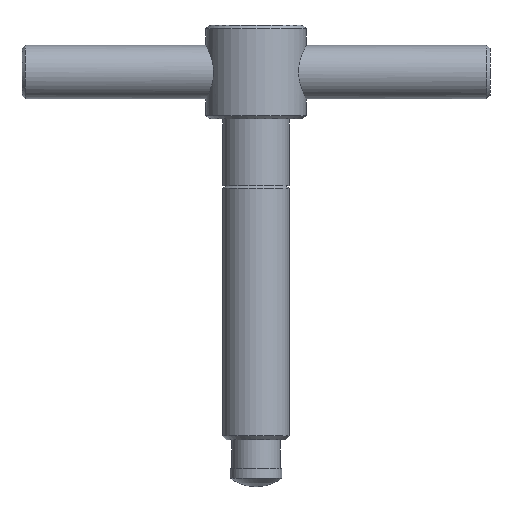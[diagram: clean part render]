
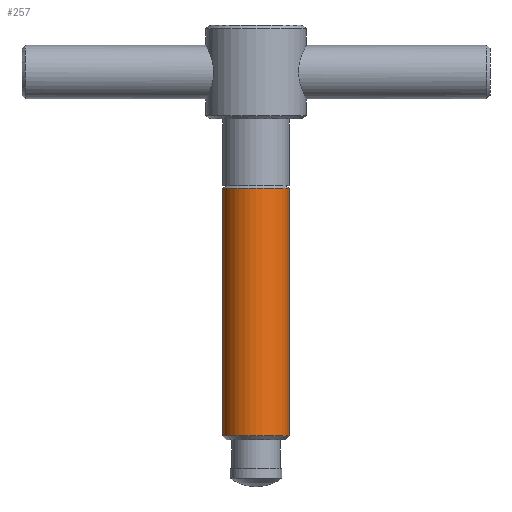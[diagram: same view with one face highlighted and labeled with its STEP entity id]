
A CAD part, front view. The second image highlights one B-rep face of the part: STEP entity #257.
In plain terms, the highlighted cylindrical face has radius 10 mm (diameter 20 mm), a partial arc.
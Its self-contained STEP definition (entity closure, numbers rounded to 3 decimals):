
#195=EDGE_CURVE('',#227,#393,#526,.T.);
#227=VERTEX_POINT('',#564);
#257=ADVANCED_FACE('',(#598),#599,.T.);
#259=EDGE_CURVE('',#371,#423,#601,.T.);
#279=EDGE_CURVE('',#393,#371,#624,.T.);
#285=EDGE_CURVE('',#423,#315,#630,.T.);
#315=VERTEX_POINT('',#662);
#371=VERTEX_POINT('',#726);
#393=VERTEX_POINT('',#748);
#423=VERTEX_POINT('',#785);
#433=EDGE_CURVE('',#315,#227,#797,.T.);
#526=CIRCLE('',#892,10.0);
#564=CARTESIAN_POINT('',(-10.,0.,15.25));
#598=FACE_OUTER_BOUND('',#996,.T.);
#599=CYLINDRICAL_SURFACE('',#997,10.0);
#601=CIRCLE('',#1000,10.0);
#624=LINE('',#1032,#1033);
#630=CIRCLE('',#1041,10.0);
#662=CARTESIAN_POINT('',(-10.,0.,89.219));
#726=CARTESIAN_POINT('',(10.,0.,89.219));
#748=CARTESIAN_POINT('',(10.,0.,15.25));
#785=CARTESIAN_POINT('',(0.,-10.,89.219));
#797=LINE('',#1370,#1371);
#892=AXIS2_PLACEMENT_3D('',#1475,#1476,#1477);
#996=EDGE_LOOP('',(#1587,#1588,#1589,#1590,#1591));
#997=AXIS2_PLACEMENT_3D('',#1592,#1593,#1594);
#1000=AXIS2_PLACEMENT_3D('',#1595,#1596,#1597);
#1032=CARTESIAN_POINT('',(10.,0.,62.625));
#1033=VECTOR('',#1638,1.0);
#1041=AXIS2_PLACEMENT_3D('',#1642,#1643,#1644);
#1370=CARTESIAN_POINT('',(-10.,0.,62.625));
#1371=VECTOR('',#1833,1.0);
#1475=CARTESIAN_POINT('',(0.,0.,15.25));
#1476=DIRECTION('',(0.,0.,1.0));
#1477=DIRECTION('',(1.0,0.,0.));
#1587=ORIENTED_EDGE('',*,*,#279,.T.);
#1588=ORIENTED_EDGE('',*,*,#259,.T.);
#1589=ORIENTED_EDGE('',*,*,#285,.T.);
#1590=ORIENTED_EDGE('',*,*,#433,.T.);
#1591=ORIENTED_EDGE('',*,*,#195,.T.);
#1592=CARTESIAN_POINT('',(0.,0.,62.625));
#1593=DIRECTION('',(0.,0.,-1.0));
#1594=DIRECTION('',(1.0,0.,0.));
#1595=CARTESIAN_POINT('',(0.,0.,89.219));
#1596=DIRECTION('',(0.,0.,-1.0));
#1597=DIRECTION('',(1.0,0.,0.));
#1638=DIRECTION('',(0.,0.,1.0));
#1642=CARTESIAN_POINT('',(0.,0.,89.219));
#1643=DIRECTION('',(0.,0.,-1.0));
#1644=DIRECTION('',(1.0,0.,0.));
#1833=DIRECTION('',(0.,0.,-1.0));
